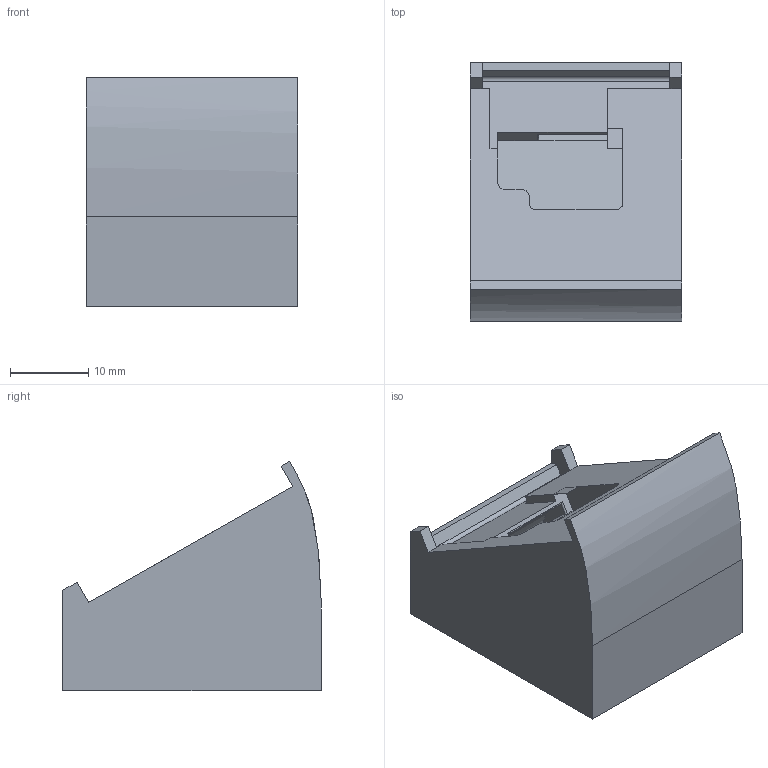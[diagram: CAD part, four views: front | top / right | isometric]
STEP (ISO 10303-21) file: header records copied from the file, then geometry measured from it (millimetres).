
FILE_DESCRIPTION(/* description */ (''),/* implementation_level */ '2;1');
FILE_NAME(/* name */ '1',/* time_stamp */ '2021-04-14T16:55:39+08:00',/* author */ (''),/* organization */ (''),/* preprocessor_version */ 'ST-DEVELOPER v15',/* originating_system */ '',/* authorisation */ '');
FILE_SCHEMA (('AUTOMOTIVE_DESIGN'));
Length unit declared in the file: millimetre
Products named in the file (1): Document
Bounding box: 27 x 33 x 29.29 mm (x, y, z)
Volume: 15441.3 mm3; surface area: 4862.1 mm2
Topology: 1 solids, 1 shells, 65 faces, 178 edges, 118 vertices
Faces by surface type: plane 38, bspline 27
Entity records: 2476 total; most frequent: CARTESIAN_POINT 1321, ORIENTED_EDGE 356, EDGE_CURVE 178, B_SPLINE_CURVE_WITH_KNOTS 143, VERTEX_POINT 118, EDGE_LOOP 70, ADVANCED_FACE 65, FACE_OUTER_BOUND 65
